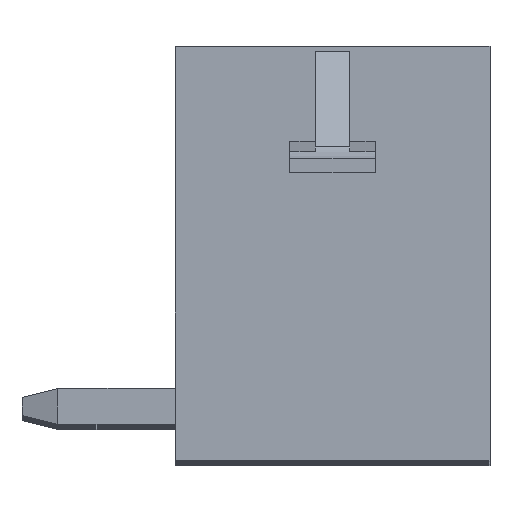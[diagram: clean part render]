
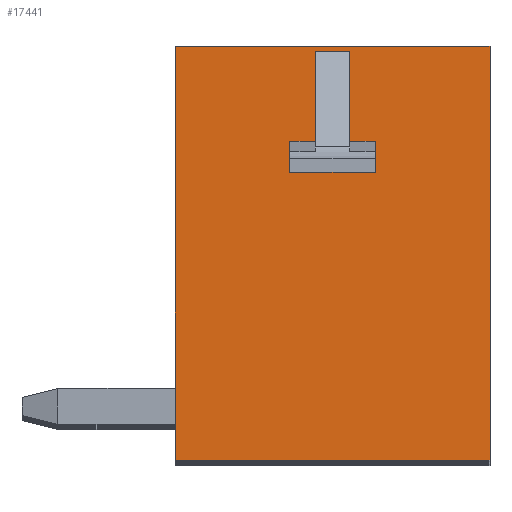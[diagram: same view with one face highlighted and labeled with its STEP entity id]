
A CAD part, top view. The second image highlights one B-rep face of the part: STEP entity #17441.
In plain terms, the highlighted planar face has unit normal (0, 0, 1).
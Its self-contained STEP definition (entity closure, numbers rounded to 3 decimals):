
#2735=DIRECTION('',(1.,0.,0.));
#2736=VECTOR('',#2735,7.);
#2737=CARTESIAN_POINT('',(-3.6,-3.853,0.));
#2738=LINE('',#2737,#2736);
#2739=DIRECTION('',(0.,-1.,0.));
#2740=VECTOR('',#2739,9.2);
#2741=CARTESIAN_POINT('',(-3.6,5.347,0.));
#2742=LINE('',#2741,#2740);
#2743=DIRECTION('',(-1.,0.,0.));
#2744=VECTOR('',#2743,7.);
#2745=CARTESIAN_POINT('',(3.4,5.347,0.));
#2746=LINE('',#2745,#2744);
#2747=DIRECTION('',(0.,1.,0.));
#2748=VECTOR('',#2747,9.2);
#2749=CARTESIAN_POINT('',(3.4,-3.853,0.));
#2750=LINE('',#2749,#2748);
#2751=DIRECTION('',(0.,1.,0.));
#2752=VECTOR('',#2751,0.495);
#2753=CARTESIAN_POINT('',(0.85,2.747,0.));
#2754=LINE('',#2753,#2752);
#2755=DIRECTION('',(-1.,0.,0.));
#2756=VECTOR('',#2755,0.76);
#2757=CARTESIAN_POINT('',(0.28,5.244,0.));
#2758=LINE('',#2757,#2756);
#2759=DIRECTION('',(1.,0.,0.));
#2760=VECTOR('',#2759,0.57);
#2761=CARTESIAN_POINT('',(-1.05,3.242,0.));
#2762=LINE('',#2761,#2760);
#2763=DIRECTION('',(0.,1.,0.));
#2764=VECTOR('',#2763,0.495);
#2765=CARTESIAN_POINT('',(-1.05,2.747,0.));
#2766=LINE('',#2765,#2764);
#2767=DIRECTION('',(-1.,0.,0.));
#2768=VECTOR('',#2767,1.9);
#2769=CARTESIAN_POINT('',(0.85,2.747,0.));
#2770=LINE('',#2769,#2768);
#2792=DIRECTION('',(-1.,0.,0.));
#2793=VECTOR('',#2792,0.57);
#2794=CARTESIAN_POINT('',(0.85,3.242,0.));
#2795=LINE('',#2794,#2793);
#2796=DIRECTION('',(0.,-1.,0.));
#2797=VECTOR('',#2796,2.002);
#2798=CARTESIAN_POINT('',(0.28,5.244,0.));
#2799=LINE('',#2798,#2797);
#2863=DIRECTION('',(0.,1.,0.));
#2864=VECTOR('',#2863,2.002);
#2865=CARTESIAN_POINT('',(-0.48,3.242,0.));
#2866=LINE('',#2865,#2864);
#11697=CARTESIAN_POINT('',(-3.6,-3.853,0.));
#11698=CARTESIAN_POINT('',(3.4,-3.853,0.));
#11699=VERTEX_POINT('',#11697);
#11700=VERTEX_POINT('',#11698);
#11701=CARTESIAN_POINT('',(3.4,5.347,0.));
#11702=VERTEX_POINT('',#11701);
#11703=CARTESIAN_POINT('',(-3.6,5.347,0.));
#11704=VERTEX_POINT('',#11703);
#12660=CARTESIAN_POINT('',(0.85,2.747,0.));
#12661=VERTEX_POINT('',#12660);
#12662=CARTESIAN_POINT('',(-1.05,2.747,0.));
#12663=VERTEX_POINT('',#12662);
#12665=CARTESIAN_POINT('',(-0.48,3.242,0.));
#12667=VERTEX_POINT('',#12665);
#12668=CARTESIAN_POINT('',(-0.48,5.244,0.));
#12669=VERTEX_POINT('',#12668);
#12670=CARTESIAN_POINT('',(-1.05,3.242,0.));
#12671=VERTEX_POINT('',#12670);
#12676=CARTESIAN_POINT('',(0.28,5.244,0.));
#12677=CARTESIAN_POINT('',(0.28,3.242,0.));
#12678=VERTEX_POINT('',#12676);
#12679=VERTEX_POINT('',#12677);
#12682=CARTESIAN_POINT('',(0.85,3.242,0.));
#12683=VERTEX_POINT('',#12682);
#17412=CARTESIAN_POINT('',(0.,0.,0.));
#17413=DIRECTION('',(0.,0.,1.));
#17414=DIRECTION('',(1.,0.,0.));
#17415=AXIS2_PLACEMENT_3D('',#17412,#17413,#17414);
#17416=PLANE('',#17415);
#17417=ORIENTED_EDGE('',*,*,#16976,.F.);
#17418=ORIENTED_EDGE('',*,*,#16618,.F.);
#17419=ORIENTED_EDGE('',*,*,#15572,.F.);
#17420=ORIENTED_EDGE('',*,*,#17074,.F.);
#17421=EDGE_LOOP('',(#17417,#17418,#17419,#17420));
#17422=FACE_OUTER_BOUND('',#17421,.F.);
#17424=ORIENTED_EDGE('',*,*,#17423,.T.);
#17426=ORIENTED_EDGE('',*,*,#17425,.T.);
#17428=ORIENTED_EDGE('',*,*,#17427,.F.);
#17430=ORIENTED_EDGE('',*,*,#17429,.T.);
#17432=ORIENTED_EDGE('',*,*,#17431,.F.);
#17434=ORIENTED_EDGE('',*,*,#17433,.F.);
#17436=ORIENTED_EDGE('',*,*,#17435,.F.);
#17438=ORIENTED_EDGE('',*,*,#17437,.F.);
#17439=EDGE_LOOP('',(#17424,#17426,#17428,#17430,#17432,#17434,#17436,#17438));
#17440=FACE_BOUND('',#17439,.F.);
#15572=EDGE_CURVE('',#11702,#11704,#2746,.T.);
#16618=EDGE_CURVE('',#11704,#11699,#2742,.T.);
#16976=EDGE_CURVE('',#11699,#11700,#2738,.T.);
#17074=EDGE_CURVE('',#11700,#11702,#2750,.T.);
#17423=EDGE_CURVE('',#12661,#12683,#2754,.T.);
#17425=EDGE_CURVE('',#12683,#12679,#2795,.T.);
#17427=EDGE_CURVE('',#12678,#12679,#2799,.T.);
#17429=EDGE_CURVE('',#12678,#12669,#2758,.T.);
#17431=EDGE_CURVE('',#12667,#12669,#2866,.T.);
#17433=EDGE_CURVE('',#12671,#12667,#2762,.T.);
#17435=EDGE_CURVE('',#12663,#12671,#2766,.T.);
#17437=EDGE_CURVE('',#12661,#12663,#2770,.T.);
#17441=ADVANCED_FACE('',(#17422,#17440),#17416,.T.);
